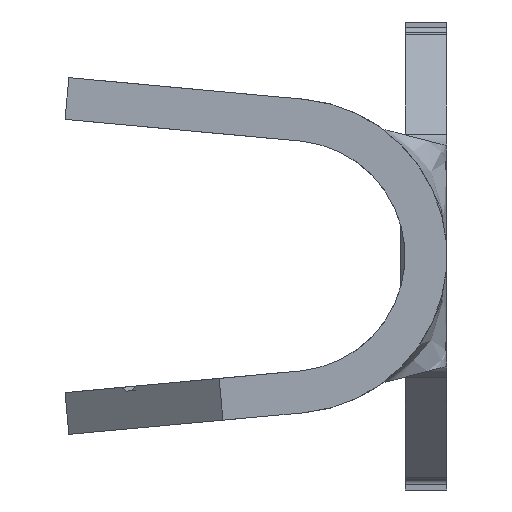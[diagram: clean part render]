
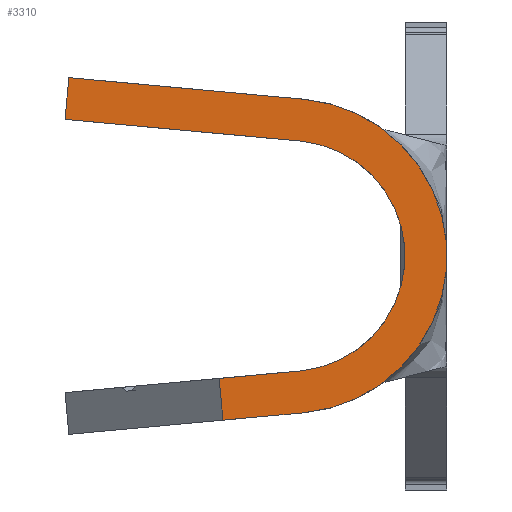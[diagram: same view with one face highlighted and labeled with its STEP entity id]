
A CAD part, left-side view. The second image highlights one B-rep face of the part: STEP entity #3310.
In plain terms, the highlighted planar face has unit normal (-1, 0, 0).
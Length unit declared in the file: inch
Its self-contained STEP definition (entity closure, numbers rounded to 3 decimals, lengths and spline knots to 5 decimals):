
#26 = EDGE_LOOP ( 'NONE', ( #520, #2531, #2657, #4673, #5004, #645, #6491, #4459 ) ) ;
#88 = DIRECTION ( 'NONE',  ( 0., 0., -1. ) ) ;
#209 = LINE ( 'NONE', #3392, #1387 ) ;
#380 = EDGE_CURVE ( 'NONE', #4689, #5729, #4837, .T. ) ;
#414 = AXIS2_PLACEMENT_3D ( 'NONE', #5340, #2312, #5835 ) ;
#473 = VECTOR ( 'NONE', #5881, 39.37008 ) ;
#481 = DIRECTION ( 'NONE',  ( 0., 0., -1. ) ) ;
#520 = ORIENTED_EDGE ( 'NONE', *, *, #2587, .F. ) ;
#549 = VECTOR ( 'NONE', #1572, 39.37008 ) ;
#620 = VECTOR ( 'NONE', #5934, 39.37008 ) ;
#645 = ORIENTED_EDGE ( 'NONE', *, *, #5209, .F. ) ;
#810 = EDGE_CURVE ( 'NONE', #6505, #3176, #3430, .T. ) ;
#884 = CARTESIAN_POINT ( 'NONE',  ( -0.74, 0.364, 0.13017 ) ) ;
#959 = LINE ( 'NONE', #5161, #6132 ) ;
#988 = LINE ( 'NONE', #1818, #473 ) ;
#1036 = CARTESIAN_POINT ( 'NONE',  ( -0.74, 0.13625, 0.14937 ) ) ;
#1075 = PLANE ( 'NONE',  #5116 ) ;
#1100 = VERTEX_POINT ( 'NONE', #2337 ) ;
#1387 = VECTOR ( 'NONE', #6388, 39.37008 ) ;
#1572 = DIRECTION ( 'NONE',  ( 0., -0.092, -0.996 ) ) ;
#1818 = CARTESIAN_POINT ( 'NONE',  ( -0.74, 0.13625, 0.14937 ) ) ;
#1905 = CARTESIAN_POINT ( 'NONE',  ( -0.74, 0.36033, 0.17 ) ) ;
#1941 = VECTOR ( 'NONE', #4688, 39.37008 ) ;
#2027 = VERTEX_POINT ( 'NONE', #5197 ) ;
#2303 = EDGE_CURVE ( 'NONE', #2373, #4689, #988, .T. ) ;
#2312 = DIRECTION ( 'NONE',  ( 1., 0., 0. ) ) ;
#2337 = CARTESIAN_POINT ( 'NONE',  ( -0.74, 0.21348, -0.15648 ) ) ;
#2373 = VERTEX_POINT ( 'NONE', #1905 ) ;
#2531 = ORIENTED_EDGE ( 'NONE', *, *, #4310, .T. ) ;
#2532 = VERTEX_POINT ( 'NONE', #5550 ) ;
#2587 = EDGE_CURVE ( 'NONE', #2532, #2027, #959, .T. ) ;
#2657 = ORIENTED_EDGE ( 'NONE', *, *, #5611, .F. ) ;
#3080 = DIRECTION ( 'NONE',  ( 1., 0., 0. ) ) ;
#3176 = VERTEX_POINT ( 'NONE', #6263 ) ;
#3200 = LINE ( 'NONE', #6059, #549 ) ;
#3310 = ADVANCED_FACE ( 'NONE', ( #3766 ), #1075, .F. ) ;
#3392 = CARTESIAN_POINT ( 'NONE',  ( -0.74, 0.13625, -0.14937 ) ) ;
#3430 = LINE ( 'NONE', #4187, #1941 ) ;
#3475 = DIRECTION ( 'NONE',  ( -1., 0., 0. ) ) ;
#3766 = FACE_OUTER_BOUND ( 'NONE', #26, .T. ) ;
#4187 = CARTESIAN_POINT ( 'NONE',  ( -0.74, 0.13991, 0.10954 ) ) ;
#4310 = EDGE_CURVE ( 'NONE', #2532, #1100, #3200, .T. ) ;
#4459 = ORIENTED_EDGE ( 'NONE', *, *, #4585, .F. ) ;
#4472 = CARTESIAN_POINT ( 'NONE',  ( -0.74, 0.13991, 0.10954 ) ) ;
#4585 = EDGE_CURVE ( 'NONE', #2027, #6505, #6112, .T. ) ;
#4673 = ORIENTED_EDGE ( 'NONE', *, *, #380, .F. ) ;
#4688 = DIRECTION ( 'NONE',  ( 0., 0.996, 0.092 ) ) ;
#4689 = VERTEX_POINT ( 'NONE', #1036 ) ;
#4837 = CIRCLE ( 'NONE', #414, 0.15 ) ;
#5004 = ORIENTED_EDGE ( 'NONE', *, *, #2303, .F. ) ;
#5116 = AXIS2_PLACEMENT_3D ( 'NONE', #6087, #3080, #88 ) ;
#5161 = CARTESIAN_POINT ( 'NONE',  ( -0.74, 0.13991, -0.10954 ) ) ;
#5197 = CARTESIAN_POINT ( 'NONE',  ( -0.74, 0.13991, -0.10954 ) ) ;
#5209 = EDGE_CURVE ( 'NONE', #3176, #2373, #5937, .T. ) ;
#5340 = CARTESIAN_POINT ( 'NONE',  ( -0.74, 0.15, 0. ) ) ;
#5550 = CARTESIAN_POINT ( 'NONE',  ( -0.74, 0.21714, -0.11665 ) ) ;
#5611 = EDGE_CURVE ( 'NONE', #5729, #1100, #209, .T. ) ;
#5729 = VERTEX_POINT ( 'NONE', #5951 ) ;
#5739 = AXIS2_PLACEMENT_3D ( 'NONE', #6482, #3475, #481 ) ;
#5835 = DIRECTION ( 'NONE',  ( 0., 0., -1. ) ) ;
#5881 = DIRECTION ( 'NONE',  ( 0., -0.996, -0.092 ) ) ;
#5934 = DIRECTION ( 'NONE',  ( 0., -0.092, 0.996 ) ) ;
#5937 = LINE ( 'NONE', #884, #620 ) ;
#5951 = CARTESIAN_POINT ( 'NONE',  ( -0.74, 0.13625, -0.14937 ) ) ;
#6059 = CARTESIAN_POINT ( 'NONE',  ( -0.74, 0.21714, -0.11665 ) ) ;
#6087 = CARTESIAN_POINT ( 'NONE',  ( -0.74, 0.15, 0. ) ) ;
#6112 = CIRCLE ( 'NONE', #5739, 0.11 ) ;
#6132 = VECTOR ( 'NONE', #6156, 39.37008 ) ;
#6156 = DIRECTION ( 'NONE',  ( 0., -0.996, 0.092 ) ) ;
#6263 = CARTESIAN_POINT ( 'NONE',  ( -0.74, 0.364, 0.13017 ) ) ;
#6388 = DIRECTION ( 'NONE',  ( 0., 0.996, -0.092 ) ) ;
#6482 = CARTESIAN_POINT ( 'NONE',  ( -0.74, 0.15, 0. ) ) ;
#6491 = ORIENTED_EDGE ( 'NONE', *, *, #810, .F. ) ;
#6505 = VERTEX_POINT ( 'NONE', #4472 ) ;
